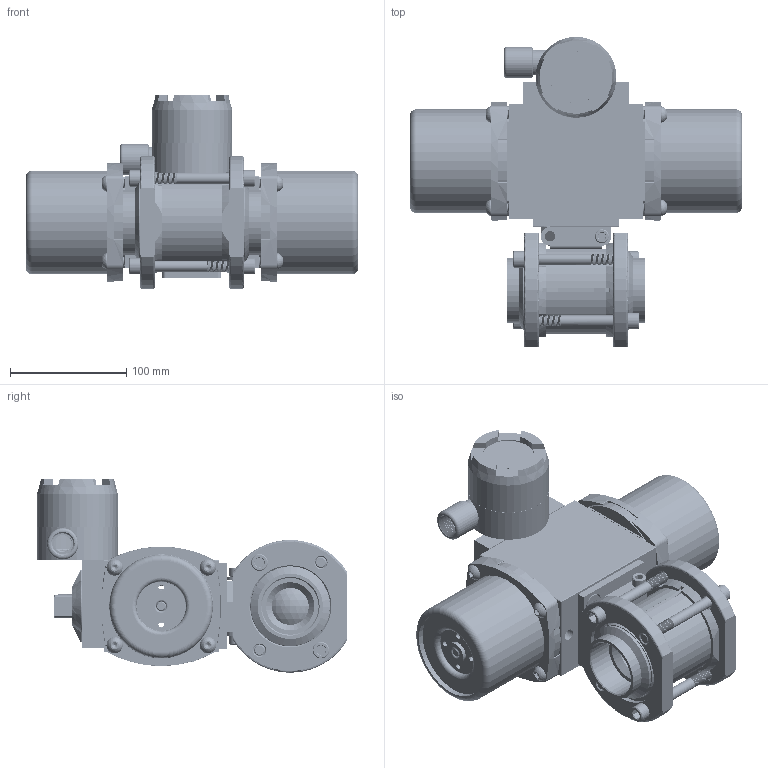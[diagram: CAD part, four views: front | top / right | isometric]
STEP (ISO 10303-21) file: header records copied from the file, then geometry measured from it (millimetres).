
FILE_DESCRIPTION (( 'STEP AP203' ), '1' );
FILE_NAME ('22XXSWSA522SRLS.step', '2018-03-15T17:40:26', ( '' ), ( '' ), 'SwSTEP 2.0', 'SolidWorks 2017', '' );
FILE_SCHEMA (( 'CONFIG_CONTROL_DESIGN' ));
Products named in the file (1): 22XXSWSA522SRLS
Bounding box: 285.09 x 266.2 x 166.14 mm (x, y, z)
Volume: 1621799 mm3; surface area: 612227.8 mm2
Topology: 60 solids, 60 shells, 5003 faces, 12940 edges, 8127 vertices
Faces by surface type: cylinder 2241, cone 1620, plane 884, torus 179, bspline 61, sphere 18
Entity records: 186377 total; most frequent: CARTESIAN_POINT 64220, DIRECTION 26890, ORIENTED_EDGE 25656, EDGE_CURVE 12828, AXIS2_PLACEMENT_3D 10791, VERTEX_POINT 8125, CIRCLE 5848, EDGE_LOOP 5417
